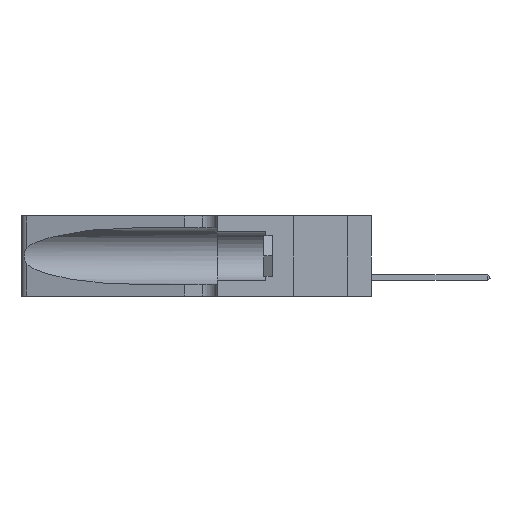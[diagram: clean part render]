
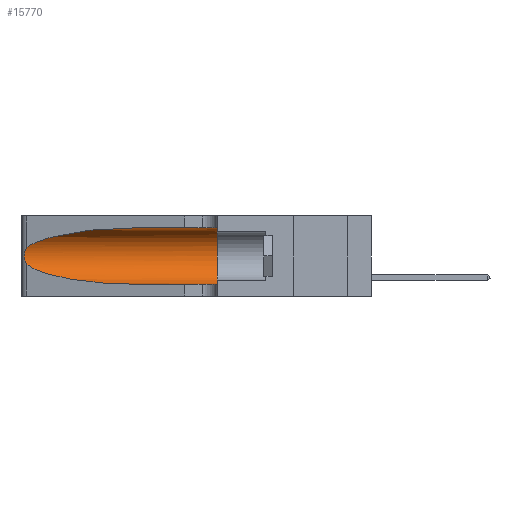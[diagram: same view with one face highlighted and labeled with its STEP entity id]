
A CAD part, left-side view. The second image highlights one B-rep face of the part: STEP entity #15770.
In plain terms, the highlighted cylindrical face has radius 3.308 mm (diameter 6.617 mm), a partial arc.
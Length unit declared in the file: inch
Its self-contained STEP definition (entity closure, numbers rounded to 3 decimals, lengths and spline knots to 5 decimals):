
#929 = CARTESIAN_POINT ( 'NONE',  ( 0.1305, 0.35, 0.31525 ) ) ;
#1085 = CARTESIAN_POINT ( 'NONE',  ( 0.26018, 1.23835, 0.19895 ) ) ;
#1376 = DIRECTION ( 'NONE',  ( 0., -1., 0. ) ) ;
#1468 = EDGE_CURVE ( 'NONE', #15708, #26621, #14509, .T. ) ;
#2386 = CARTESIAN_POINT ( 'NONE',  ( 0.1305, 0.72297, 0.31525 ) ) ;
#3160 = CARTESIAN_POINT ( 'NONE',  ( 0.25487, 1.22718, 0.14631 ) ) ;
#3316 = VERTEX_POINT ( 'NONE', #3729 ) ;
#3493 = CARTESIAN_POINT ( 'NONE',  ( 0.25856, 1.23593, 0.16098 ) ) ;
#3729 = CARTESIAN_POINT ( 'NONE',  ( 0.1305, 0.72297, 0.05475 ) ) ;
#4120 = CARTESIAN_POINT ( 'NONE',  ( 0.1305, 1.61858, 0.31525 ) ) ;
#4238 = ORIENTED_EDGE ( 'NONE', *, *, #24459, .T. ) ;
#4411 = VECTOR ( 'NONE', #33914, 39.37008 ) ;
#4798 = B_SPLINE_CURVE_WITH_KNOTS ( 'NONE', 3,
 ( #32044, #23109, #29249, #32291, #14966, #1085, #15216, #21020, #35492, #3493, #29903, #6383, #32940, #35628 ),
 .UNSPECIFIED., .F., .F.,
 ( 4, 2, 2, 2, 2, 2, 4 ),
 ( 0., 0.00027, 0.00053, 0.00107, 0.0016, 0.00187, 0.00214 ),
 .UNSPECIFIED. ) ;
#5491 = EDGE_CURVE ( 'NONE', #3316, #28397, #7545, .T. ) ;
#6383 = CARTESIAN_POINT ( 'NONE',  ( 0.25639, 1.23186, 0.15144 ) ) ;
#7545 = LINE ( 'NONE', #30219, #4411 ) ;
#8454 = EDGE_LOOP ( 'NONE', ( #33835, #4238, #34796, #27873, #21469, #37004 ) ) ;
#8690 = CARTESIAN_POINT ( 'NONE',  ( 0.2373, 1.15595, 0.28018 ) ) ;
#10225 = FACE_OUTER_BOUND ( 'NONE', #8454, .T. ) ;
#10271 = EDGE_CURVE ( 'NONE', #26621, #28397, #29411, .T. ) ;
#10715 = CYLINDRICAL_SURFACE ( 'NONE', #35689, 0.13025 ) ;
#11014 = DIRECTION ( 'NONE',  ( 0., 0., 1. ) ) ;
#11570 =( BOUNDED_CURVE ( )  B_SPLINE_CURVE ( 3, ( #34491, #19915, #25612, #34233 ),
 .UNSPECIFIED., .F., .F. ) 
 B_SPLINE_CURVE_WITH_KNOTS ( ( 4, 4 ),
 ( 3.44316, 4.71239 ),
 .UNSPECIFIED. ) 
 CURVE ( )  GEOMETRIC_REPRESENTATION_ITEM ( )  RATIONAL_B_SPLINE_CURVE ( ( 1., 0.87, 0.87, 1. ) ) 
 REPRESENTATION_ITEM ( '' )  );
#13025 = CARTESIAN_POINT ( 'NONE',  ( 0.25487, 1.22718, 0.22369 ) ) ;
#13740 = AXIS2_PLACEMENT_3D ( 'NONE', #27725, #36808, #11014 ) ;
#14509 = LINE ( 'NONE', #4120, #17681 ) ;
#14966 = CARTESIAN_POINT ( 'NONE',  ( 0.25854, 1.2359, 0.20912 ) ) ;
#15216 = CARTESIAN_POINT ( 'NONE',  ( 0.26075, 1.23896, 0.19203 ) ) ;
#15708 = VERTEX_POINT ( 'NONE', #2386 ) ;
#15770 = ADVANCED_FACE ( 'NONE', ( #10225 ), #10715, .F. ) ;
#17681 = VECTOR ( 'NONE', #1376, 39.37008 ) ;
#19915 = CARTESIAN_POINT ( 'NONE',  ( 0.2373, 1.15595, 0.08982 ) ) ;
#21020 = CARTESIAN_POINT ( 'NONE',  ( 0.26075, 1.23896, 0.178 ) ) ;
#21469 = ORIENTED_EDGE ( 'NONE', *, *, #10271, .F. ) ;
#22115 = EDGE_CURVE ( 'NONE', #29929, #3316, #11570, .T. ) ;
#23032 = VERTEX_POINT ( 'NONE', #28165 ) ;
#23109 = CARTESIAN_POINT ( 'NONE',  ( 0.25555, 1.22994, 0.2215 ) ) ;
#23532 = CARTESIAN_POINT ( 'NONE',  ( 0.1305, 0.72297, 0.31525 ) ) ;
#23731 = EDGE_CURVE ( 'NONE', #15708, #23032, #25534, .T. ) ;
#23746 = CARTESIAN_POINT ( 'NONE',  ( 0.1305, 1.61858, 0.185 ) ) ;
#24459 = EDGE_CURVE ( 'NONE', #23032, #29929, #4798, .T. ) ;
#25534 =( BOUNDED_CURVE ( )  B_SPLINE_CURVE ( 3, ( #23532, #26068, #8690, #13025 ),
 .UNSPECIFIED., .F., .T. ) 
 B_SPLINE_CURVE_WITH_KNOTS ( ( 4, 4 ),
 ( 1.5708, 2.84003 ),
 .UNSPECIFIED. ) 
 CURVE ( )  GEOMETRIC_REPRESENTATION_ITEM ( )  RATIONAL_B_SPLINE_CURVE ( ( 1., 0.87, 0.87, 1. ) ) 
 REPRESENTATION_ITEM ( '' )  );
#25612 = CARTESIAN_POINT ( 'NONE',  ( 0.18966, 0.96281, 0.05475 ) ) ;
#26068 = CARTESIAN_POINT ( 'NONE',  ( 0.18966, 0.96281, 0.31525 ) ) ;
#26621 = VERTEX_POINT ( 'NONE', #929 ) ;
#27725 = CARTESIAN_POINT ( 'NONE',  ( 0.1305, 0.35, 0.185 ) ) ;
#27873 = ORIENTED_EDGE ( 'NONE', *, *, #5491, .T. ) ;
#28165 = CARTESIAN_POINT ( 'NONE',  ( 0.25487, 1.22718, 0.22369 ) ) ;
#28397 = VERTEX_POINT ( 'NONE', #33807 ) ;
#29249 = CARTESIAN_POINT ( 'NONE',  ( 0.25639, 1.23184, 0.21858 ) ) ;
#29411 = CIRCLE ( 'NONE', #13740, 0.13025 ) ;
#29903 = CARTESIAN_POINT ( 'NONE',  ( 0.25789, 1.23486, 0.15765 ) ) ;
#29929 = VERTEX_POINT ( 'NONE', #3160 ) ;
#30219 = CARTESIAN_POINT ( 'NONE',  ( 0.1305, 1.61858, 0.05475 ) ) ;
#32044 = CARTESIAN_POINT ( 'NONE',  ( 0.25487, 1.22718, 0.22369 ) ) ;
#32291 = CARTESIAN_POINT ( 'NONE',  ( 0.25787, 1.23484, 0.2124 ) ) ;
#32607 = DIRECTION ( 'NONE',  ( 0., -1., 0. ) ) ;
#32940 = CARTESIAN_POINT ( 'NONE',  ( 0.25555, 1.22993, 0.14849 ) ) ;
#33807 = CARTESIAN_POINT ( 'NONE',  ( 0.1305, 0.35, 0.05475 ) ) ;
#33835 = ORIENTED_EDGE ( 'NONE', *, *, #23731, .T. ) ;
#33914 = DIRECTION ( 'NONE',  ( 0., -1., 0. ) ) ;
#34233 = CARTESIAN_POINT ( 'NONE',  ( 0.1305, 0.72297, 0.05475 ) ) ;
#34491 = CARTESIAN_POINT ( 'NONE',  ( 0.25487, 1.22718, 0.14631 ) ) ;
#34796 = ORIENTED_EDGE ( 'NONE', *, *, #22115, .T. ) ;
#35416 = DIRECTION ( 'NONE',  ( 0., 0., -1. ) ) ;
#35492 = CARTESIAN_POINT ( 'NONE',  ( 0.26017, 1.23833, 0.17102 ) ) ;
#35628 = CARTESIAN_POINT ( 'NONE',  ( 0.25487, 1.22718, 0.14631 ) ) ;
#35689 = AXIS2_PLACEMENT_3D ( 'NONE', #23746, #32607, #35416 ) ;
#36808 = DIRECTION ( 'NONE',  ( 0., 1., 0. ) ) ;
#37004 = ORIENTED_EDGE ( 'NONE', *, *, #1468, .F. ) ;
